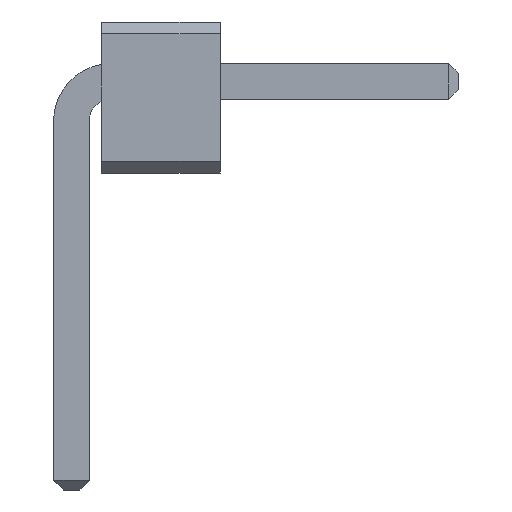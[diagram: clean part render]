
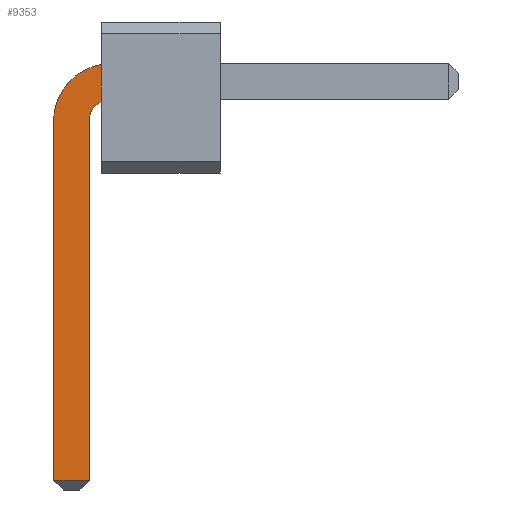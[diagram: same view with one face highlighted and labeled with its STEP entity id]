
A CAD part, front view. The second image highlights one B-rep face of the part: STEP entity #9353.
In plain terms, the highlighted planar face has unit normal (0, -1, 0).
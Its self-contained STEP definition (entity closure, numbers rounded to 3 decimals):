
#3201 = EDGE_CURVE('',#3202,#3204,#3206,.T.);
#3202 = VERTEX_POINT('',#3203);
#3203 = CARTESIAN_POINT('',(0.25,-18.15,0.779));
#3204 = VERTEX_POINT('',#3205);
#3205 = CARTESIAN_POINT('',(0.25,-18.15,0.467));
#3206 = LINE('',#3207,#3208);
#3207 = CARTESIAN_POINT('',(0.25,-18.15,0.1));
#3208 = VECTOR('',#3209,1.);
#3209 = DIRECTION('',(0.,0.,-1.));
#9353 = ADVANCED_FACE('',(#9354),#9397,.F.);
#9354 = FACE_BOUND('',#9355,.F.);
#9355 = EDGE_LOOP('',(#9356,#9357,#9366,#9374,#9382,#9390));
#9356 = ORIENTED_EDGE('',*,*,#3201,.T.);
#9357 = ORIENTED_EDGE('',*,*,#9358,.T.);
#9358 = EDGE_CURVE('',#3204,#9359,#9361,.T.);
#9359 = VERTEX_POINT('',#9360);
#9360 = CARTESIAN_POINT('',(0.15,-18.15,0.335));
#9361 = CIRCLE('',#9362,0.194);
#9362 = AXIS2_PLACEMENT_3D('',#9363,#9364,#9365);
#9363 = CARTESIAN_POINT('',(0.34,-18.15,0.295));
#9364 = DIRECTION('',(0.,-1.,0.));
#9365 = DIRECTION('',(-0.207,0.,0.978)
);
#9366 = ORIENTED_EDGE('',*,*,#9367,.T.);
#9367 = EDGE_CURVE('',#9359,#9368,#9370,.T.);
#9368 = VERTEX_POINT('',#9369);
#9369 = CARTESIAN_POINT('',(0.15,-18.15,-2.72));
#9370 = LINE('',#9371,#9372);
#9371 = CARTESIAN_POINT('',(0.15,-18.15,0.335));
#9372 = VECTOR('',#9373,1.);
#9373 = DIRECTION('',(0.,0.,-1.));
#9374 = ORIENTED_EDGE('',*,*,#9375,.T.);
#9375 = EDGE_CURVE('',#9368,#9376,#9378,.T.);
#9376 = VERTEX_POINT('',#9377);
#9377 = CARTESIAN_POINT('',(-0.15,-18.15,-2.72));
#9378 = LINE('',#9379,#9380);
#9379 = CARTESIAN_POINT('',(0.15,-18.15,-2.72));
#9380 = VECTOR('',#9381,1.);
#9381 = DIRECTION('',(-1.,0.,0.));
#9382 = ORIENTED_EDGE('',*,*,#9383,.T.);
#9383 = EDGE_CURVE('',#9376,#9384,#9386,.T.);
#9384 = VERTEX_POINT('',#9385);
#9385 = CARTESIAN_POINT('',(-0.15,-18.15,0.335));
#9386 = LINE('',#9387,#9388);
#9387 = CARTESIAN_POINT('',(-0.15,-18.15,-2.8));
#9388 = VECTOR('',#9389,1.);
#9389 = DIRECTION('',(0.,0.,1.));
#9390 = ORIENTED_EDGE('',*,*,#9391,.T.);
#9391 = EDGE_CURVE('',#9384,#3202,#9392,.T.);
#9392 = CIRCLE('',#9393,0.485);
#9393 = AXIS2_PLACEMENT_3D('',#9394,#9395,#9396);
#9394 = CARTESIAN_POINT('',(0.333,-18.15,0.302));
#9395 = DIRECTION('',(0.,1.,0.));
#9396 = DIRECTION('',(-0.998,0.,
0.069));
#9397 = PLANE('',#9398);
#9398 = AXIS2_PLACEMENT_3D('',#9399,#9400,#9401);
#9399 = CARTESIAN_POINT('',(0.841,-18.15,-0.301));
#9400 = DIRECTION('',(0.,1.,-0.));
#9401 = DIRECTION('',(0.,0.,-1.));
